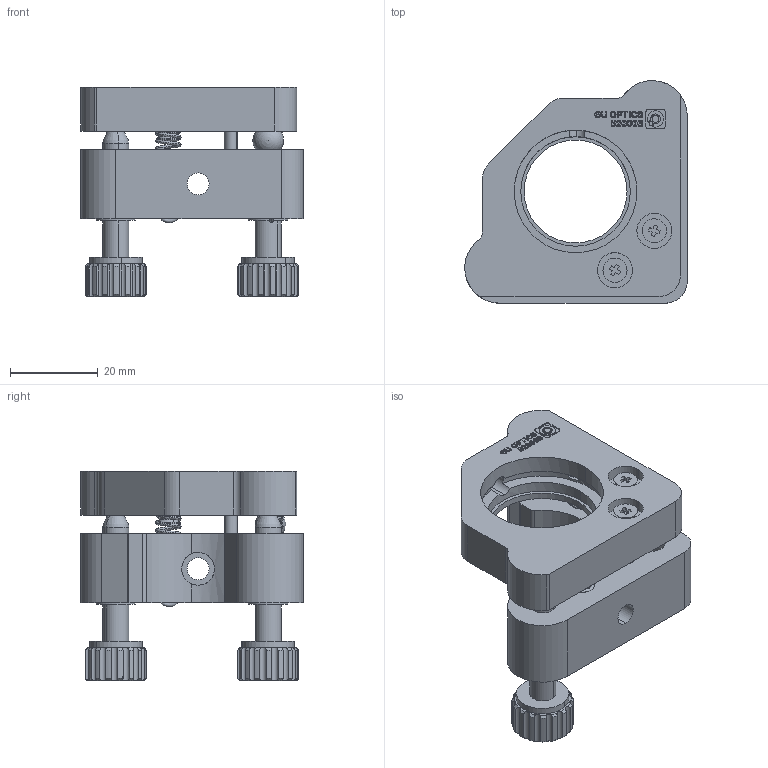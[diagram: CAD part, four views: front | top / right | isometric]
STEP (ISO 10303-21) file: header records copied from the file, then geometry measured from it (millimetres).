
FILE_DESCRIPTION (( 'STEP AP214' ), '1' );
FILE_NAME ('520003.STEP', '2019-02-11T08:29:43', ( 'user' ), ( '微软中国' ), 'SwSTEP 2.0', 'SolidWorks 2016', '' );
FILE_SCHEMA (( 'AUTOMOTIVE_DESIGN' ));
Length unit declared in the file: millimetre
Products named in the file (9): 粟銅2; 粟銅翐赽2.5醱; 蹟隊; 粟銅1; 种隊1; 湮蹟隊; 狟菁釱; 奻菁釱; 520003
Assembly tree (12 placements, depth 2):
  520003
    奻菁釱
    狟菁釱
    种隊1  x2
    湮蹟隊  x2
    粟銅1
    蹟隊  x2
    粟銅2
    粟銅翐赽2.5醱  x2
Bounding box: 50.79 x 50.79 x 47.8 mm (x, y, z)
Volume: 34762.7 mm3; surface area: 18915.5 mm2
Topology: 10 solids, 16 shells, 597 faces, 1583 edges, 1039 vertices
Faces by surface type: plane 196, cylinder 194, bspline 105, cone 72, torus 28, sphere 2
Entity records: 24148 total; most frequent: CARTESIAN_POINT 10943, ORIENTED_EDGE 2398, DIRECTION 2015, EDGE_CURVE 1205, VERTEX_POINT 798, AXIS2_PLACEMENT_3D 728, VECTOR 559, LINE 559
